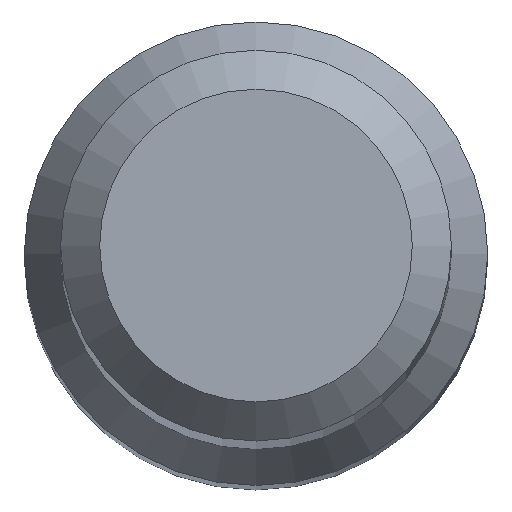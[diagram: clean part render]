
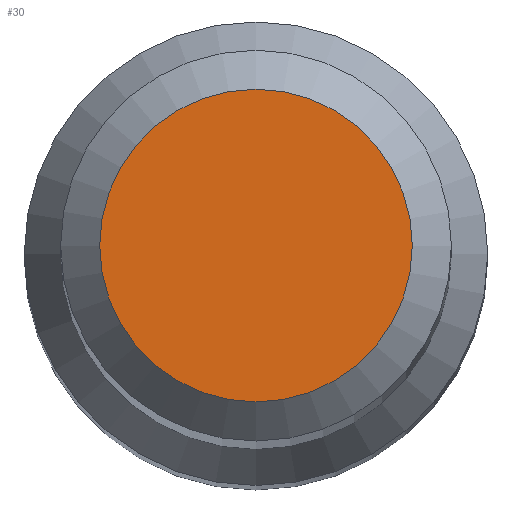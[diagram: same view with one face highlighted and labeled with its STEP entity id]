
A CAD part, top view. The second image highlights one B-rep face of the part: STEP entity #30.
In plain terms, the highlighted planar face has unit normal (0, 0, 1).
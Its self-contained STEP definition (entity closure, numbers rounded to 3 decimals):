
#30 = ADVANCED_FACE ( 'NONE', ( #79 ), #240, .F. ) ;
#33 = VERTEX_POINT ( 'NONE', #149 ) ;
#42 = DIRECTION ( 'NONE',  ( 0., 0., -1. ) ) ;
#49 = CIRCLE ( 'NONE', #188, 1.2 ) ;
#64 = DIRECTION ( 'NONE',  ( 0., 1., 0. ) ) ;
#76 = AXIS2_PLACEMENT_3D ( 'NONE', #154, #155, #64 ) ;
#79 = FACE_OUTER_BOUND ( 'NONE', #175, .T. ) ;
#125 = CARTESIAN_POINT ( 'NONE',  ( 0., 0., 56. ) ) ;
#149 = CARTESIAN_POINT ( 'NONE',  ( 0., 1.2, 56. ) ) ;
#154 = CARTESIAN_POINT ( 'NONE',  ( 0., 0., 56. ) ) ;
#155 = DIRECTION ( 'NONE',  ( 0., 0., -1. ) ) ;
#158 = DIRECTION ( 'NONE',  ( 0., 1., 0. ) ) ;
#175 = EDGE_LOOP ( 'NONE', ( #191 ) ) ;
#188 = AXIS2_PLACEMENT_3D ( 'NONE', #125, #42, #158 ) ;
#191 = ORIENTED_EDGE ( 'NONE', *, *, #192, .F. ) ;
#192 = EDGE_CURVE ( 'NONE', #33, #33, #49, .T. ) ;
#240 = PLANE ( 'NONE',  #76 ) ;
